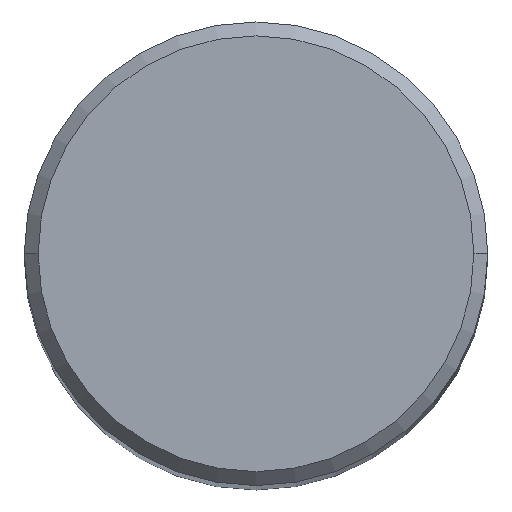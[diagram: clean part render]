
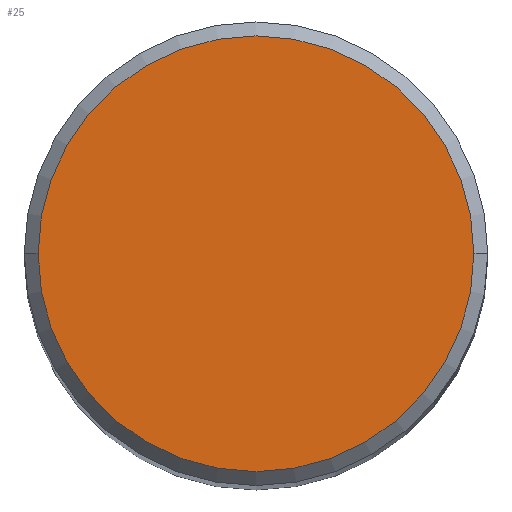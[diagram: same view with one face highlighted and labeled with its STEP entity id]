
A CAD part, top view. The second image highlights one B-rep face of the part: STEP entity #25.
In plain terms, the highlighted planar face has unit normal (0, 0, 1).
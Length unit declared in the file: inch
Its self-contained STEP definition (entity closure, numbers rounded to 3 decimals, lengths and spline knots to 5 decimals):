
#11 = DIRECTION ( 'NONE',  ( 0., 0., 1. ) ) ;
#12 = DIRECTION ( 'NONE',  ( 1., 0., 0. ) ) ;
#17 = VERTEX_POINT ( 'NONE', #238 ) ;
#25 = ADVANCED_FACE ( 'NONE', ( #86 ), #217, .T. ) ;
#30 = DIRECTION ( 'NONE',  ( 1., 0., 0. ) ) ;
#33 = CARTESIAN_POINT ( 'NONE',  ( 0., 0., 3. ) ) ;
#43 = AXIS2_PLACEMENT_3D ( 'NONE', #33, #206, #12 ) ;
#50 = CARTESIAN_POINT ( 'NONE',  ( -0.235, 0., 3. ) ) ;
#69 = AXIS2_PLACEMENT_3D ( 'NONE', #218, #82, #170 ) ;
#82 = DIRECTION ( 'NONE',  ( 0., 0., 1. ) ) ;
#86 = FACE_OUTER_BOUND ( 'NONE', #180, .T. ) ;
#93 = EDGE_CURVE ( 'NONE', #121, #17, #126, .T. ) ;
#103 = EDGE_CURVE ( 'NONE', #17, #121, #181, .T. ) ;
#121 = VERTEX_POINT ( 'NONE', #50 ) ;
#126 = CIRCLE ( 'NONE', #194, 0.235 ) ;
#152 = CARTESIAN_POINT ( 'NONE',  ( 0., 0., 3. ) ) ;
#159 = ORIENTED_EDGE ( 'NONE', *, *, #103, .T. ) ;
#170 = DIRECTION ( 'NONE',  ( 1., 0., 0. ) ) ;
#180 = EDGE_LOOP ( 'NONE', ( #182, #159 ) ) ;
#181 = CIRCLE ( 'NONE', #43, 0.235 ) ;
#182 = ORIENTED_EDGE ( 'NONE', *, *, #93, .T. ) ;
#194 = AXIS2_PLACEMENT_3D ( 'NONE', #152, #11, #30 ) ;
#206 = DIRECTION ( 'NONE',  ( 0., 0., 1. ) ) ;
#217 = PLANE ( 'NONE',  #69 ) ;
#218 = CARTESIAN_POINT ( 'NONE',  ( 0., 0., 3. ) ) ;
#238 = CARTESIAN_POINT ( 'NONE',  ( 0.235, 0., 3. ) ) ;
